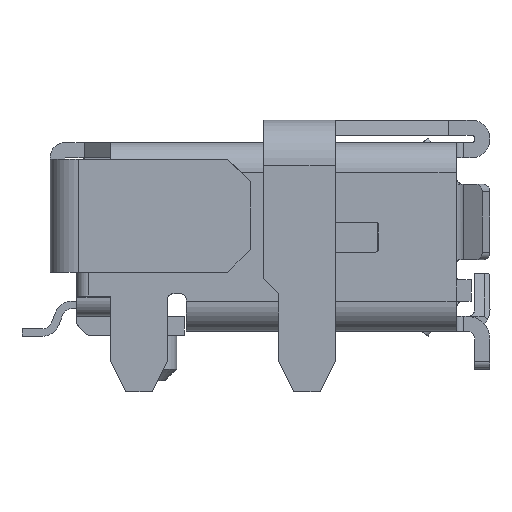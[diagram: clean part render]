
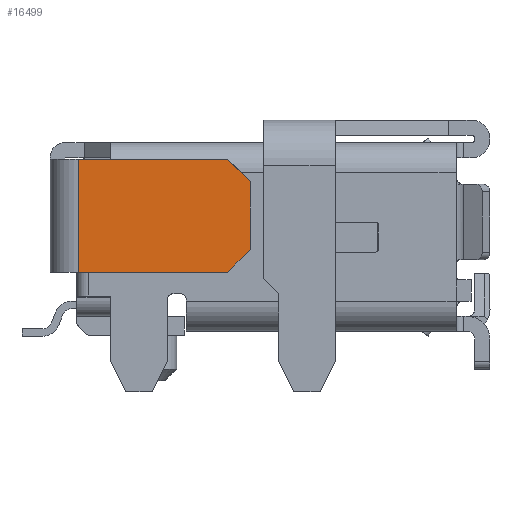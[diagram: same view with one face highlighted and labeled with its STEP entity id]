
A CAD part, front view. The second image highlights one B-rep face of the part: STEP entity #16499.
In plain terms, the highlighted planar face has unit normal (0, -1, 0).
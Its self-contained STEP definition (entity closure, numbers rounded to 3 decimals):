
#122 = VECTOR ( 'NONE', #7346, 1000. ) ;
#156 = VERTEX_POINT ( 'NONE', #7036 ) ;
#575 = PLANE ( 'NONE',  #11312 ) ;
#714 = LINE ( 'NONE', #6418, #16163 ) ;
#922 = EDGE_CURVE ( 'NONE', #4873, #2785, #17000, .T. ) ;
#991 = VECTOR ( 'NONE', #8089, 1000. ) ;
#1148 = VERTEX_POINT ( 'NONE', #17630 ) ;
#1185 = EDGE_CURVE ( 'NONE', #156, #2785, #5759, .T. ) ;
#2195 = CARTESIAN_POINT ( 'NONE',  ( -3.1, -4.981, 1.47 ) ) ;
#2370 = VERTEX_POINT ( 'NONE', #17112 ) ;
#2652 = LINE ( 'NONE', #8092, #2746 ) ;
#2746 = VECTOR ( 'NONE', #12240, 1000. ) ;
#2785 = VERTEX_POINT ( 'NONE', #13265 ) ;
#3069 = VECTOR ( 'NONE', #4694, 1000. ) ;
#3192 = CARTESIAN_POINT ( 'NONE',  ( -0.888, -4.981, 1.07 ) ) ;
#3561 = ORIENTED_EDGE ( 'NONE', *, *, #1185, .F. ) ;
#3799 = ORIENTED_EDGE ( 'NONE', *, *, #922, .T. ) ;
#4259 = EDGE_CURVE ( 'NONE', #9892, #1148, #2652, .T. ) ;
#4694 = DIRECTION ( 'NONE',  ( 0.707, 0., -0.707 ) ) ;
#4873 = VERTEX_POINT ( 'NONE', #13093 ) ;
#4982 = DIRECTION ( 'NONE',  ( -0.707, 0., -0.707 ) ) ;
#5759 = LINE ( 'NONE', #5854, #3069 ) ;
#5854 = CARTESIAN_POINT ( 'NONE',  ( -7.513, -4.981, 7.495 ) ) ;
#6405 = LINE ( 'NONE', #7914, #991 ) ;
#6418 = CARTESIAN_POINT ( 'NONE',  ( -6.138, -4.981, -6.18 ) ) ;
#7036 = CARTESIAN_POINT ( 'NONE',  ( -1.488, -4.981, 1.47 ) ) ;
#7210 = DIRECTION ( 'NONE',  ( 0., 0., 1. ) ) ;
#7346 = DIRECTION ( 'NONE',  ( 1., 0., 0. ) ) ;
#7425 = DIRECTION ( 'NONE',  ( 0., 1., 0. ) ) ;
#7821 = CARTESIAN_POINT ( 'NONE',  ( -5.438, -4.981, 1.47 ) ) ;
#7914 = CARTESIAN_POINT ( 'NONE',  ( -3.938, -4.981, -1.53 ) ) ;
#8089 = DIRECTION ( 'NONE',  ( 1., 0., 0. ) ) ;
#8092 = CARTESIAN_POINT ( 'NONE',  ( -5.438, -4.981, 7.495 ) ) ;
#8689 = LINE ( 'NONE', #2195, #122 ) ;
#8709 = EDGE_CURVE ( 'NONE', #9892, #156, #8689, .T. ) ;
#9198 = VECTOR ( 'NONE', #7210, 1000. ) ;
#9892 = VERTEX_POINT ( 'NONE', #7821 ) ;
#10044 = EDGE_LOOP ( 'NONE', ( #3799, #3561, #14228, #15585, #11065, #13489 ) ) ;
#11065 = ORIENTED_EDGE ( 'NONE', *, *, #14077, .T. ) ;
#11312 = AXIS2_PLACEMENT_3D ( 'NONE', #11743, #7425, #13029 ) ;
#11743 = CARTESIAN_POINT ( 'NONE',  ( -6.038, -4.981, 1.67 ) ) ;
#12240 = DIRECTION ( 'NONE',  ( 0., 0., -1. ) ) ;
#13029 = DIRECTION ( 'NONE',  ( 0., 0., -1. ) ) ;
#13093 = CARTESIAN_POINT ( 'NONE',  ( -0.888, -4.981, -0.93 ) ) ;
#13265 = CARTESIAN_POINT ( 'NONE',  ( -0.888, -4.981, 0.87 ) ) ;
#13489 = ORIENTED_EDGE ( 'NONE', *, *, #15930, .F. ) ;
#14077 = EDGE_CURVE ( 'NONE', #1148, #2370, #6405, .T. ) ;
#14228 = ORIENTED_EDGE ( 'NONE', *, *, #8709, .F. ) ;
#15585 = ORIENTED_EDGE ( 'NONE', *, *, #4259, .T. ) ;
#15780 = FACE_OUTER_BOUND ( 'NONE', #10044, .T. ) ;
#15930 = EDGE_CURVE ( 'NONE', #4873, #2370, #714, .T. ) ;
#16163 = VECTOR ( 'NONE', #4982, 1000. ) ;
#16499 = ADVANCED_FACE ( 'NONE', ( #15780 ), #575, .F. ) ;
#17000 = LINE ( 'NONE', #3192, #9198 ) ;
#17112 = CARTESIAN_POINT ( 'NONE',  ( -1.488, -4.981, -1.53 ) ) ;
#17630 = CARTESIAN_POINT ( 'NONE',  ( -5.438, -4.981, -1.53 ) ) ;
